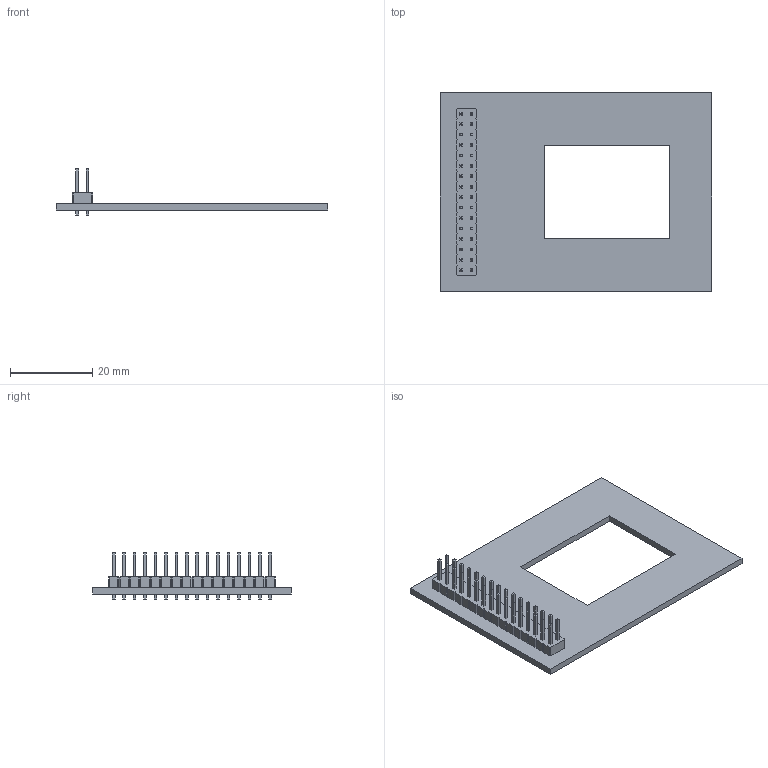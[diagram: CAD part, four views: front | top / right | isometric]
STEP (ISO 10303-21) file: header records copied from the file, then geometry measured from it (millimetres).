
FILE_DESCRIPTION(('KiCad electronic assembly'),'2;1');
FILE_NAME('Outline1.step','2023-08-02T15:02:38',('Pcbnew'),('Kicad'), 'Open CASCADE STEP processor 7.6','KiCad to STEP converter','Unknown' );
FILE_SCHEMA(('AUTOMOTIVE_DESIGN { 1 0 10303 214 1 1 1 1 }'));
Length unit declared in the file: millimetre
Products named in the file (4): Outline1 1; PinHeader_2x16_P2.54mm_Vertical; SOLID; _autosave-Outline1 PCB
Assembly tree (3 placements, depth 3):
  Outline1 1
    PinHeader_2x16_P2.54mm_Vertical
      SOLID
    _autosave-Outline1 PCB
Bounding box: 66.04 x 48.26 x 11.54 mm (x, y, z)
Volume: 4530.4 mm3; surface area: 6993.7 mm2
Topology: 2 solids, 2 shells, 718 faces, 1694 edges, 1044 vertices
Faces by surface type: plane 686, cylinder 32
Full cylindrical faces by diameter (mm): 1 x32
Entity records: 47056 total; most frequent: CARTESIAN_POINT 7232, DIRECTION 6526, LINE 4954, VECTOR 4954, ORIENTED_EDGE 3388, PCURVE 3388, DEFINITIONAL_REPRESENTATION 3388, EDGE_CURVE 1694
